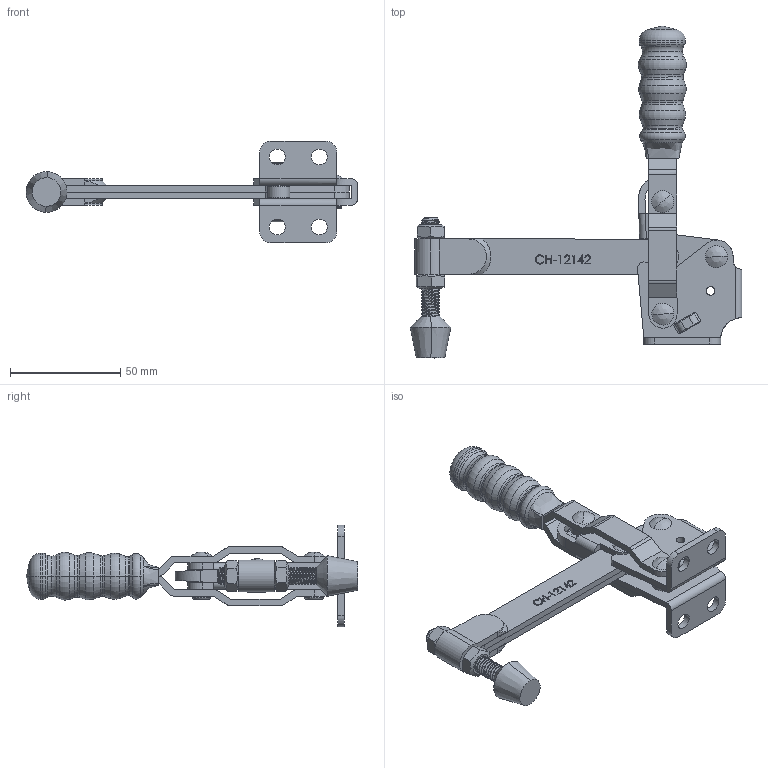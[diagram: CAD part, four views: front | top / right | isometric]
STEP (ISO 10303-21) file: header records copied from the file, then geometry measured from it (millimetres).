
FILE_DESCRIPTION (( 'STEP AP203' ), '1' );
FILE_NAME ('CH-12142.STEP', '2010-06-05T07:30:23', ( '微软用户' ), ( '微软中国' ), 'SwSTEP 2.0', 'SolidWorks 2008', '' );
FILE_SCHEMA (( 'CONFIG_CONTROL_DESIGN' ));
Length unit declared in the file: millimetre
Products named in the file (11): CH-12142; CH-12130-01 FLANGED BASE_默认; CH-12130-05_默认; CH-12130-04 CONNECTING-PLATE_默认; CH-FC-56212 SPINDLE SUPPLIED_默认; CH-FC-56212 Nut_默认; CH-12142-02 LONG SOLID BAR_默认<按加工>; CH-12130-03 STRAIGHT HANDLE_默认; CH-12130-06_默认; CH-12130-08_默认; CH-12130-07_默认
Assembly tree (13 placements, depth 2):
  CH-12142
    CH-12130-01 FLANGED BASE_默认
    CH-12130-06_默认  x2
    CH-12130-04 CONNECTING-PLATE_默认
    CH-FC-56212 SPINDLE SUPPLIED_默认
    CH-12130-03 STRAIGHT HANDLE_默认
    CH-12130-08_默认  x2
    CH-12130-05_默认
    CH-12130-07_默认
    CH-FC-56212 Nut_默认  x2
    CH-12142-02 LONG SOLID BAR_默认<按加工>
Bounding box: 150.46 x 150.59 x 46 mm (x, y, z)
Volume: 63656.2 mm3; surface area: 48307.5 mm2
Topology: 19 solids, 19 shells, 850 faces, 2239 edges, 1445 vertices
Faces by surface type: plane 305, cylinder 246, bspline 173, cone 66, torus 60
Entity records: 35538 total; most frequent: CARTESIAN_POINT 16055, ORIENTED_EDGE 4152, DIRECTION 3252, EDGE_CURVE 2076, VERTEX_POINT 1353, VECTOR 1092, LINE 1092, AXIS2_PLACEMENT_3D 1080
